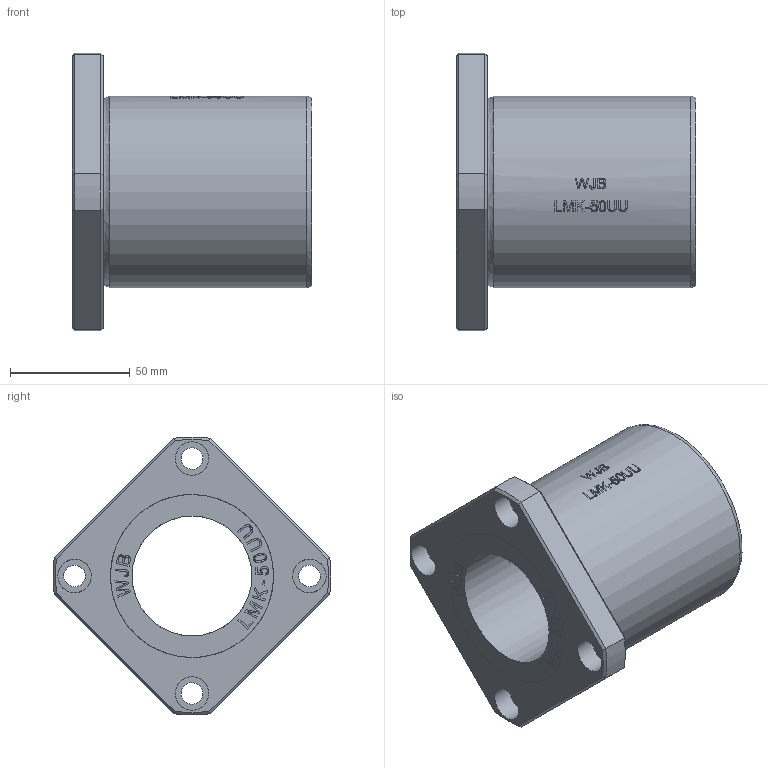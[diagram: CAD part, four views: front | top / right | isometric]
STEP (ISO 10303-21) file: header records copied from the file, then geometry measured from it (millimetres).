
FILE_DESCRIPTION(/* description */ (''),/* implementation_level */ '2;1');
FILE_NAME(/* name */ 'WJB-LMK-50UU.stp',/* time_stamp */ '2018-09-08T12:39:40+08:00',/* author */ (''),/* organization */ (''),/* preprocessor_version */ 'ST-DEVELOPER v11',/* originating_system */ 'SIEMENS UGS NX 6.0',/* authorisation */ '');
FILE_SCHEMA (('CONFIG_CONTROL_DESIGN'));
Length unit declared in the file: millimetre
Products named in the file (1): WJB-LMK-50UU
Bounding box: 100 x 115.89 x 115.89 mm (x, y, z)
Volume: 340554.8 mm3; surface area: 55914.9 mm2
Topology: 1 solids, 1 shells, 353 faces, 915 edges, 613 vertices
Faces by surface type: plane 226, extrusion 87, cylinder 30, cone 8, torus 2
Full cylindrical faces by diameter (mm): 9 x4, 14 x4, 50 x1, 68 x2, 80 x1
Entity records: 13894 total; most frequent: CARTESIAN_POINT 5870, ORIENTED_EDGE 1802, DIRECTION 1207, EDGE_CURVE 901, VERTEX_POINT 613, VECTOR 523, B_SPLINE_CURVE_WITH_KNOTS 477, LINE 436
